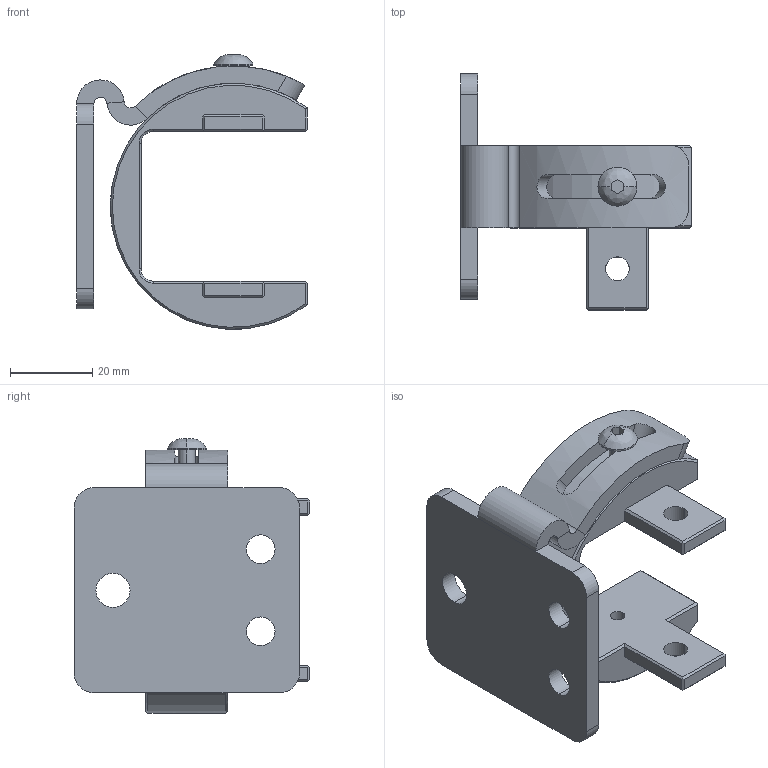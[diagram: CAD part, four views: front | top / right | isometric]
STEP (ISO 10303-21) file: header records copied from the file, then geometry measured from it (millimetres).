
FILE_DESCRIPTION((''),'2;1');
FILE_NAME('156637_SW','2011-04-06T',('banengservice'),('BANNER ENGINEERING'),'PRO/ENGINEER BY PARAMETRIC TECHNOLOGY CORPORATION, 2009141','PRO/ENGINEER BY PARAMETRIC TECHNOLOGY CORPORATION, 2009141','');
FILE_SCHEMA(('CONFIG_CONTROL_DESIGN'));
Length unit declared in the file: inch
Products named in the file (1): 156637_SW
Bounding box: 56.2 x 57.5 x 66.95 mm (x, y, z)
Volume: 36390 mm3; surface area: 18092.3 mm2
Topology: 2 solids, 2 shells, 292 faces, 793 edges, 518 vertices
Faces by surface type: plane 245, cylinder 37, cone 8, bspline 2
Entity records: 9531 total; most frequent: CARTESIAN_POINT 2089, ORIENTED_EDGE 1586, DIRECTION 1421, EDGE_CURVE 793, VECTOR 693, LINE 693, VERTEX_POINT 518, AXIS2_PLACEMENT_3D 364
